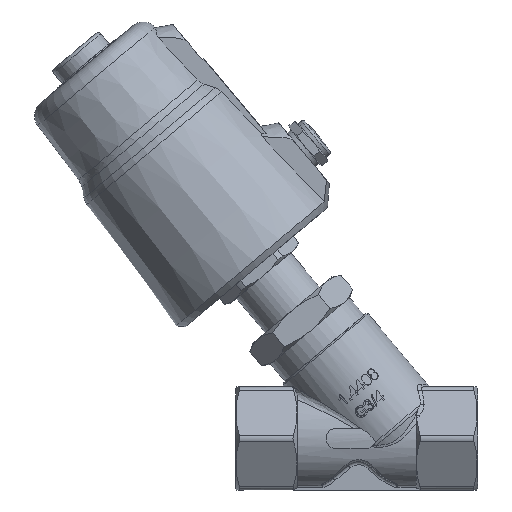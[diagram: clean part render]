
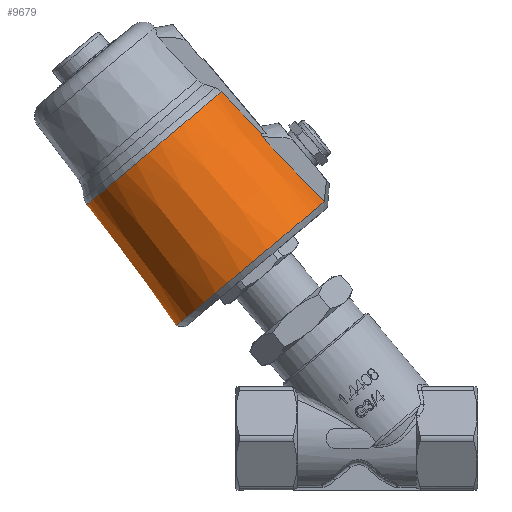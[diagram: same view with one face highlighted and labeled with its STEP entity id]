
A CAD part, left-side view. The second image highlights one B-rep face of the part: STEP entity #9679.
In plain terms, the highlighted conical face has half-angle 3.414 degrees and reference radius 29.475 mm.
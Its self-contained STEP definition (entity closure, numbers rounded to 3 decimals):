
#533=B_SPLINE_CURVE_WITH_KNOTS('',3,(#43906,#43907,#43908,#43909),
 .UNSPECIFIED.,.F.,.F.,(4,4),(3.068,3.242),
 .UNSPECIFIED.);
#534=B_SPLINE_CURVE_WITH_KNOTS('',3,(#43914,#43915,#43916,#43917),
 .UNSPECIFIED.,.F.,.F.,(4,4),(1.198,1.372),
 .UNSPECIFIED.);
#1918=(
BOUNDED_CURVE()
B_SPLINE_CURVE(2,(#43894,#43895,#43896),.UNSPECIFIED.,.F.,.F.)
B_SPLINE_CURVE_WITH_KNOTS((3,3),(0.632,2.44),
 .UNSPECIFIED.)
CURVE()
GEOMETRIC_REPRESENTATION_ITEM()
RATIONAL_B_SPLINE_CURVE((1.,1.,1.))
REPRESENTATION_ITEM('')
);
#1924=(
BOUNDED_CURVE()
B_SPLINE_CURVE(2,(#43927,#43928,#43929),.UNSPECIFIED.,.F.,.F.)
B_SPLINE_CURVE_WITH_KNOTS((3,3),(0.,1.713),.UNSPECIFIED.)
CURVE()
GEOMETRIC_REPRESENTATION_ITEM()
RATIONAL_B_SPLINE_CURVE((1.,1.,1.))
REPRESENTATION_ITEM('')
);
#1925=(
BOUNDED_CURVE()
B_SPLINE_CURVE(2,(#43930,#43931,#43932),.UNSPECIFIED.,.F.,.F.)
B_SPLINE_CURVE_WITH_KNOTS((3,3),(0.,1.078),.UNSPECIFIED.)
CURVE()
GEOMETRIC_REPRESENTATION_ITEM()
RATIONAL_B_SPLINE_CURVE((1.,1.,1.))
REPRESENTATION_ITEM('')
);
#1927=(
BOUNDED_CURVE()
B_SPLINE_CURVE(2,(#43981,#43982,#43983),.UNSPECIFIED.,.F.,.F.)
B_SPLINE_CURVE_WITH_KNOTS((3,3),(0.492,2.204),
 .UNSPECIFIED.)
CURVE()
GEOMETRIC_REPRESENTATION_ITEM()
RATIONAL_B_SPLINE_CURVE((1.,1.,1.))
REPRESENTATION_ITEM('')
);
#1928=(
BOUNDED_CURVE()
B_SPLINE_CURVE(2,(#43984,#43985,#43986),.UNSPECIFIED.,.F.,.F.)
B_SPLINE_CURVE_WITH_KNOTS((3,3),(0.354,1.433),
 .UNSPECIFIED.)
CURVE()
GEOMETRIC_REPRESENTATION_ITEM()
RATIONAL_B_SPLINE_CURVE((1.,1.,1.))
REPRESENTATION_ITEM('')
);
#1929=(
BOUNDED_CURVE()
B_SPLINE_CURVE(2,(#43989,#43990,#43991),.UNSPECIFIED.,.F.,.F.)
B_SPLINE_CURVE_WITH_KNOTS((3,3),(0.,1.808),.UNSPECIFIED.)
CURVE()
GEOMETRIC_REPRESENTATION_ITEM()
RATIONAL_B_SPLINE_CURVE((1.,1.,1.))
REPRESENTATION_ITEM('')
);
#2767=FACE_OUTER_BOUND('',#3393,.T.);
#3393=EDGE_LOOP('',(#8277,#8278,#8279,#8280,#8281,#8282,#8283,#8284,#8285,
#8286));
#3810=CIRCLE('',#10340,30.752);
#3811=CIRCLE('',#10342,27.97);
#4581=VERTEX_POINT('',#43884);
#4582=VERTEX_POINT('',#43893);
#4583=VERTEX_POINT('',#43901);
#4584=VERTEX_POINT('',#43905);
#4585=VERTEX_POINT('',#43913);
#4586=VERTEX_POINT('',#43922);
#4587=VERTEX_POINT('',#43926);
#4592=VERTEX_POINT('',#43974);
#4593=VERTEX_POINT('',#43980);
#4594=VERTEX_POINT('',#43987);
#5845=EDGE_CURVE('',#4582,#4581,#1918,.T.);
#5848=EDGE_CURVE('',#4584,#4583,#533,.T.);
#5850=EDGE_CURVE('',#4585,#4582,#534,.T.);
#5853=EDGE_CURVE('',#4587,#4586,#1924,.T.);
#5854=EDGE_CURVE('',#4587,#4583,#1925,.T.);
#5862=EDGE_CURVE('',#4586,#4592,#3810,.T.);
#5863=EDGE_CURVE('',#4592,#4593,#1927,.T.);
#5864=EDGE_CURVE('',#4585,#4593,#1928,.T.);
#5865=EDGE_CURVE('',#4594,#4581,#3811,.T.);
#5866=EDGE_CURVE('',#4594,#4584,#1929,.T.);
#8277=ORIENTED_EDGE('',*,*,#5862,.T.);
#8278=ORIENTED_EDGE('',*,*,#5863,.T.);
#8279=ORIENTED_EDGE('',*,*,#5864,.F.);
#8280=ORIENTED_EDGE('',*,*,#5850,.T.);
#8281=ORIENTED_EDGE('',*,*,#5845,.T.);
#8282=ORIENTED_EDGE('',*,*,#5865,.F.);
#8283=ORIENTED_EDGE('',*,*,#5866,.T.);
#8284=ORIENTED_EDGE('',*,*,#5848,.T.);
#8285=ORIENTED_EDGE('',*,*,#5854,.F.);
#8286=ORIENTED_EDGE('',*,*,#5853,.T.);
#9263=CONICAL_SURFACE('',#10341,29.475,3.414);
#9679=ADVANCED_FACE('',(#2767),#9263,.T.);
#10340=AXIS2_PLACEMENT_3D('',#43978,#11881,#11882);
#10341=AXIS2_PLACEMENT_3D('',#43979,#11883,#11884);
#10342=AXIS2_PLACEMENT_3D('',#43988,#11885,#11886);
#11881=DIRECTION('center_axis',(0.,0.643,
0.766));
#11882=DIRECTION('ref_axis',(0.,-0.766,0.643));
#11883=DIRECTION('center_axis',(0.,-0.643,
-0.766));
#11884=DIRECTION('ref_axis',(0.,-0.766,0.643));
#11885=DIRECTION('center_axis',(0.,0.643,
0.766));
#11886=DIRECTION('ref_axis',(0.,0.766,-0.643));
#43884=CARTESIAN_POINT('',(-8.5,79.431,107.517));
#43893=CARTESIAN_POINT('',(-8.5,67.056,94.511));
#43894=CARTESIAN_POINT('Ctrl Pts',(-8.5,67.056,94.511));
#43895=CARTESIAN_POINT('Ctrl Pts',(-8.5,73.37,101.148));
#43896=CARTESIAN_POINT('Ctrl Pts',(-8.5,79.431,107.517));
#43901=CARTESIAN_POINT('',(10.,66.822,93.536));
#43905=CARTESIAN_POINT('',(8.5,67.056,94.511));
#43906=CARTESIAN_POINT('Ctrl Pts',(8.5,67.056,94.511));
#43907=CARTESIAN_POINT('Ctrl Pts',(9.024,66.987,94.206));
#43908=CARTESIAN_POINT('Ctrl Pts',(9.526,66.909,93.878));
#43909=CARTESIAN_POINT('Ctrl Pts',(10.,66.822,93.536));
#43913=CARTESIAN_POINT('',(-10.,66.822,93.536));
#43914=CARTESIAN_POINT('Ctrl Pts',(-10.,66.822,93.536));
#43915=CARTESIAN_POINT('Ctrl Pts',(-9.526,66.909,93.878));
#43916=CARTESIAN_POINT('Ctrl Pts',(-9.024,66.987,94.206));
#43917=CARTESIAN_POINT('Ctrl Pts',(-8.5,67.056,94.511));
#43922=CARTESIAN_POINT('',(10.,47.601,73.368));
#43926=CARTESIAN_POINT('',(10.,59.351,85.699));
#43927=CARTESIAN_POINT('Ctrl Pts',(10.,59.351,85.699));
#43928=CARTESIAN_POINT('Ctrl Pts',(10.,53.586,79.65));
#43929=CARTESIAN_POINT('Ctrl Pts',(10.,47.601,73.368));
#43930=CARTESIAN_POINT('Ctrl Pts',(10.,59.351,85.699));
#43931=CARTESIAN_POINT('Ctrl Pts',(10.,63.132,89.666));
#43932=CARTESIAN_POINT('Ctrl Pts',(10.,66.822,93.536));
#43974=CARTESIAN_POINT('',(-10.,47.601,73.368));
#43978=CARTESIAN_POINT('Origin',(0.,69.878,
54.676));
#43979=CARTESIAN_POINT('Origin',(0.,83.633,
71.068));
#43980=CARTESIAN_POINT('',(-10.,59.351,85.699));
#43981=CARTESIAN_POINT('Ctrl Pts',(-10.,47.601,73.368));
#43982=CARTESIAN_POINT('Ctrl Pts',(-10.,53.586,79.65));
#43983=CARTESIAN_POINT('Ctrl Pts',(-10.,59.351,85.699));
#43984=CARTESIAN_POINT('Ctrl Pts',(-10.,66.822,93.536));
#43985=CARTESIAN_POINT('Ctrl Pts',(-10.,63.132,89.666));
#43986=CARTESIAN_POINT('Ctrl Pts',(-10.,59.351,85.699));
#43987=CARTESIAN_POINT('',(8.5,79.431,107.517));
#43988=CARTESIAN_POINT('Origin',(0.,99.844,
90.388));
#43989=CARTESIAN_POINT('Ctrl Pts',(8.5,79.431,107.517));
#43990=CARTESIAN_POINT('Ctrl Pts',(8.5,73.37,101.148));
#43991=CARTESIAN_POINT('Ctrl Pts',(8.5,67.056,94.511));
